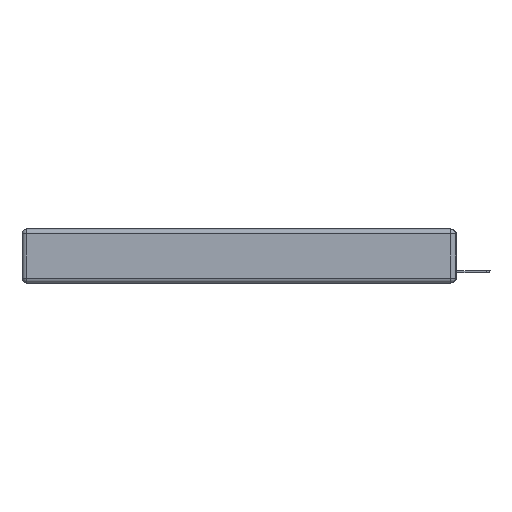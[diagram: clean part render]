
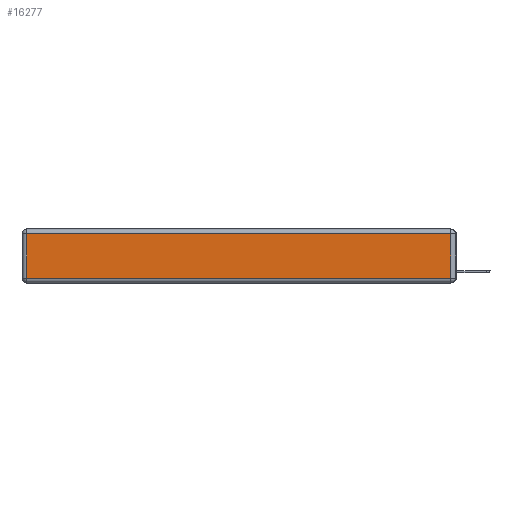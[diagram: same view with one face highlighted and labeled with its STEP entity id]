
A CAD part, left-side view. The second image highlights one B-rep face of the part: STEP entity #16277.
In plain terms, the highlighted planar face has unit normal (-1, 0, 0).
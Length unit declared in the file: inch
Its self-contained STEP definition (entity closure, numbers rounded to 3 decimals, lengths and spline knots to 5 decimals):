
#501 = CARTESIAN_POINT ( 'NONE',  ( 0., 0.03, -0.343 ) ) ;
#727 = ORIENTED_EDGE ( 'NONE', *, *, #5096, .T. ) ;
#777 = EDGE_CURVE ( 'NONE', #20617, #23472, #19351, .T. ) ;
#2341 = VERTEX_POINT ( 'NONE', #7902 ) ;
#3648 = EDGE_LOOP ( 'NONE', ( #22671, #727, #16888, #22814 ) ) ;
#4181 = CARTESIAN_POINT ( 'NONE',  ( 0., 0., -0.313 ) ) ;
#4869 = CARTESIAN_POINT ( 'NONE',  ( 0., 2.72, -0.343 ) ) ;
#5096 = EDGE_CURVE ( 'NONE', #21145, #2341, #17583, .T. ) ;
#5629 = CARTESIAN_POINT ( 'NONE',  ( 0., 0., -0.343 ) ) ;
#7265 = DIRECTION ( 'NONE',  ( 0., 0., 1. ) ) ;
#7852 = LINE ( 'NONE', #7980, #9607 ) ;
#7902 = CARTESIAN_POINT ( 'NONE',  ( 0., 0.03, -0.03 ) ) ;
#7980 = CARTESIAN_POINT ( 'NONE',  ( 0., 2.75, -0.03 ) ) ;
#8701 = VECTOR ( 'NONE', #23466, 39.37008 ) ;
#8960 = VECTOR ( 'NONE', #13344, 39.37008 ) ;
#9276 = EDGE_CURVE ( 'NONE', #23472, #21145, #10619, .T. ) ;
#9596 = DIRECTION ( 'NONE',  ( -1., 0., 0. ) ) ;
#9607 = VECTOR ( 'NONE', #15786, 39.37008 ) ;
#10068 = CARTESIAN_POINT ( 'NONE',  ( 0., 0.03, -0.313 ) ) ;
#10619 = LINE ( 'NONE', #4181, #21837 ) ;
#11377 = PLANE ( 'NONE',  #21290 ) ;
#11769 = EDGE_CURVE ( 'NONE', #2341, #20617, #7852, .T. ) ;
#11781 = CARTESIAN_POINT ( 'NONE',  ( 0., 2.72, -0.313 ) ) ;
#13344 = DIRECTION ( 'NONE',  ( 0., 0., 1. ) ) ;
#15786 = DIRECTION ( 'NONE',  ( 0., 1., 0. ) ) ;
#16277 = ADVANCED_FACE ( 'NONE', ( #21209 ), #11377, .T. ) ;
#16888 = ORIENTED_EDGE ( 'NONE', *, *, #11769, .T. ) ;
#17583 = LINE ( 'NONE', #501, #8960 ) ;
#19351 = LINE ( 'NONE', #4869, #8701 ) ;
#20617 = VERTEX_POINT ( 'NONE', #24966 ) ;
#21145 = VERTEX_POINT ( 'NONE', #10068 ) ;
#21209 = FACE_OUTER_BOUND ( 'NONE', #3648, .T. ) ;
#21290 = AXIS2_PLACEMENT_3D ( 'NONE', #5629, #9596, #7265 ) ;
#21650 = DIRECTION ( 'NONE',  ( 0., -1., 0. ) ) ;
#21837 = VECTOR ( 'NONE', #21650, 39.37008 ) ;
#22671 = ORIENTED_EDGE ( 'NONE', *, *, #9276, .T. ) ;
#22814 = ORIENTED_EDGE ( 'NONE', *, *, #777, .T. ) ;
#23466 = DIRECTION ( 'NONE',  ( 0., 0., -1. ) ) ;
#23472 = VERTEX_POINT ( 'NONE', #11781 ) ;
#24966 = CARTESIAN_POINT ( 'NONE',  ( 0., 2.72, -0.03 ) ) ;
